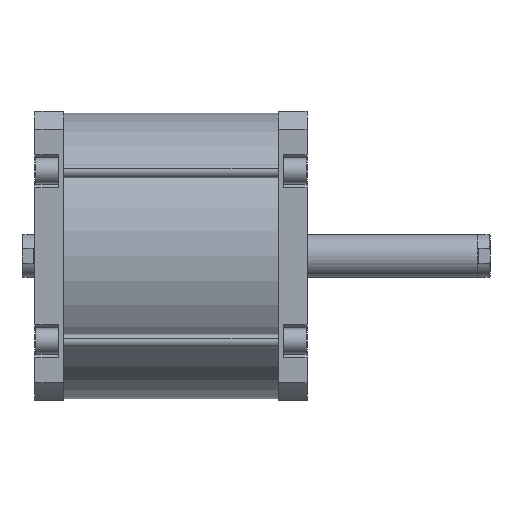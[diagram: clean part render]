
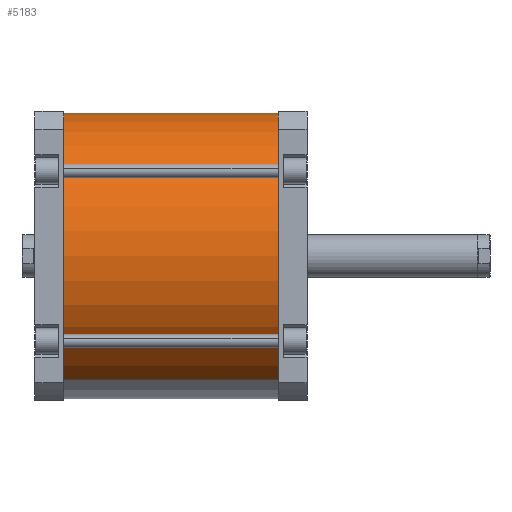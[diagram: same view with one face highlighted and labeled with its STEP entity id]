
A CAD part, front view. The second image highlights one B-rep face of the part: STEP entity #5183.
In plain terms, the highlighted cylindrical face has radius 168 mm (diameter 336 mm), a partial arc.
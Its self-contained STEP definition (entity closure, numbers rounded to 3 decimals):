
#559 = AXIS2_PLACEMENT_3D ( 'NONE', #1295, #1294, #1293 ) ;
#725 = AXIS2_PLACEMENT_3D ( 'NONE', #2967, #2972, #2973 ) ;
#734 = AXIS2_PLACEMENT_3D ( 'NONE', #2987, #2994, #2995 ) ;
#1293 = DIRECTION ( 'NONE',  ( -1., 0., 0. ) ) ;
#1294 = DIRECTION ( 'NONE',  ( 0., 0., -1. ) ) ;
#1295 = CARTESIAN_POINT ( 'NONE',  ( 0., 0., 252. ) ) ;
#1659 = CARTESIAN_POINT ( 'NONE',  ( -168., 0., 252. ) ) ;
#1697 = CARTESIAN_POINT ( 'NONE',  ( 168., 0., 0. ) ) ;
#1724 = CARTESIAN_POINT ( 'NONE',  ( -168., 0., 0. ) ) ;
#1726 = CARTESIAN_POINT ( 'NONE',  ( 168., 0., 252. ) ) ;
#2513 = LINE ( 'NONE', #2954, #2514 ) ;
#2514 = VECTOR ( 'NONE', #2955, 1000. ) ;
#2518 = LINE ( 'NONE', #2965, #2521 ) ;
#2521 = VECTOR ( 'NONE', #2966, 1000. ) ;
#2528 = CIRCLE ( 'NONE', #725, 168. ) ;
#2538 = CIRCLE ( 'NONE', #734, 168. ) ;
#2954 = CARTESIAN_POINT ( 'NONE',  ( 168., 0., 252. ) ) ;
#2955 = DIRECTION ( 'NONE',  ( 0., 0., -1. ) ) ;
#2965 = CARTESIAN_POINT ( 'NONE',  ( -168., 0., 252. ) ) ;
#2966 = DIRECTION ( 'NONE',  ( 0., 0., -1. ) ) ;
#2967 = CARTESIAN_POINT ( 'NONE',  ( 0., 0., 252. ) ) ;
#2972 = DIRECTION ( 'NONE',  ( 0., 0., 1. ) ) ;
#2973 = DIRECTION ( 'NONE',  ( 1., 0., 0. ) ) ;
#2987 = CARTESIAN_POINT ( 'NONE',  ( 0., 0., 0. ) ) ;
#2994 = DIRECTION ( 'NONE',  ( 0., 0., 1. ) ) ;
#2995 = DIRECTION ( 'NONE',  ( 1., 0., 0. ) ) ;
#4096 = FACE_OUTER_BOUND ( 'NONE', #4835, .T. ) ;
#4099 = CYLINDRICAL_SURFACE ( 'NONE', #559, 168. ) ;
#4607 = ORIENTED_EDGE ( 'NONE', *, *, #6177, .T. ) ;
#4608 = ORIENTED_EDGE ( 'NONE', *, *, #6187, .T. ) ;
#4616 = ORIENTED_EDGE ( 'NONE', *, *, #6173, .F. ) ;
#4650 = ORIENTED_EDGE ( 'NONE', *, *, #6180, .F. ) ;
#4835 = EDGE_LOOP ( 'NONE', ( #4616, #4650, #4607, #4608 ) ) ;
#5183 = ADVANCED_FACE ( 'NONE', ( #4096 ), #4099, .T. ) ;
#5432 = VERTEX_POINT ( 'NONE', #1659 ) ;
#5550 = VERTEX_POINT ( 'NONE', #1697 ) ;
#5604 = VERTEX_POINT ( 'NONE', #1724 ) ;
#5606 = VERTEX_POINT ( 'NONE', #1726 ) ;
#6173 = EDGE_CURVE ( 'NONE', #5606, #5550, #2513, .T. ) ;
#6177 = EDGE_CURVE ( 'NONE', #5432, #5604, #2518, .T. ) ;
#6180 = EDGE_CURVE ( 'NONE', #5432, #5606, #2528, .T. ) ;
#6187 = EDGE_CURVE ( 'NONE', #5604, #5550, #2538, .T. ) ;
